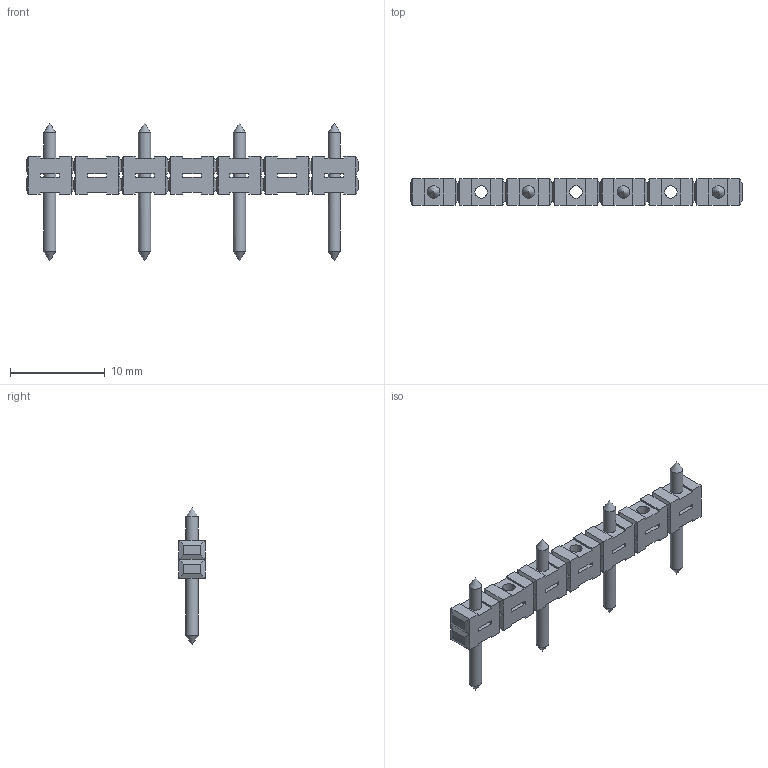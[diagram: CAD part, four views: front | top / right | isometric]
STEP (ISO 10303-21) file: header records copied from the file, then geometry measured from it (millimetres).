
FILE_DESCRIPTION(('STEP AP214'),'1');
FILE_NAME('PVSD04-10.stp','2018-11-21T10:05:08',(' '),(' '),'Spatial InterOp 3D',' ',' ');
FILE_SCHEMA(('AUTOMOTIVE_DESIGN { 1 0 10303 214 1 1 1 1 }'));
Length unit declared in the file: metre
Products named in the file (1): 1
Bounding box: 35 x 2.8 x 14.5 mm (x, y, z)
Volume: 386.3 mm3; surface area: 815.4 mm2
Topology: 1 solids, 1 shells, 254 faces, 646 edges, 382 vertices
Faces by surface type: plane 228, cylinder 18, cone 8
Full cylindrical faces by diameter (mm): 1.3 x18
Entity records: 9111 total; most frequent: CARTESIAN_POINT 1205, ORIENTED_EDGE 1180, DIRECTION 1136, EDGE_CURVE 590, LINE 554, VECTOR 554, VERTEX_POINT 360, EDGE_LOOP 314
